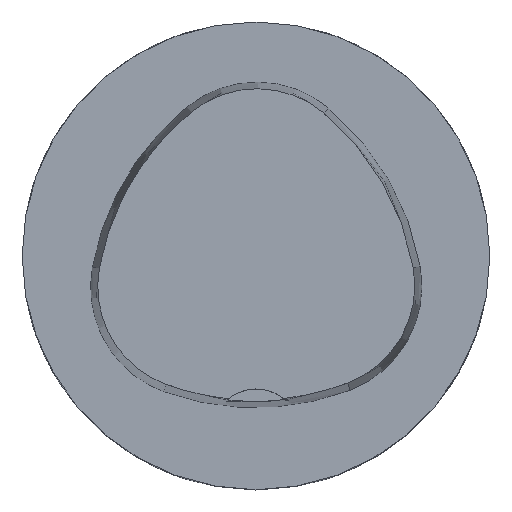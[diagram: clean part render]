
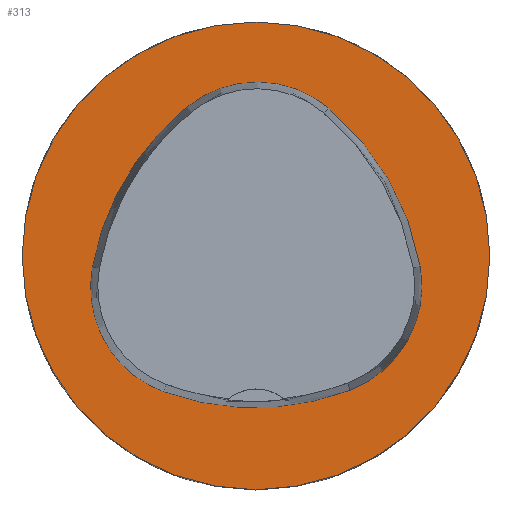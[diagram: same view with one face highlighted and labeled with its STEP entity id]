
A CAD part, top view. The second image highlights one B-rep face of the part: STEP entity #313.
In plain terms, the highlighted planar face has unit normal (0, 0, 1).
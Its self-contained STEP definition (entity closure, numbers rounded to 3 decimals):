
#238=PLANE('',#1302);
#313=ADVANCED_FACE('',(#482,#483),#238,.T.);
#482=FACE_BOUND('',#570,.T.);
#483=FACE_BOUND('',#571,.T.);
#570=EDGE_LOOP('',(#734,#735,#736,#737,#738,#739));
#571=EDGE_LOOP('',(#740));
#734=ORIENTED_EDGE('',*,*,#941,.T.);
#735=ORIENTED_EDGE('',*,*,#942,.T.);
#736=ORIENTED_EDGE('',*,*,#943,.T.);
#737=ORIENTED_EDGE('',*,*,#944,.T.);
#738=ORIENTED_EDGE('',*,*,#945,.T.);
#739=ORIENTED_EDGE('',*,*,#946,.T.);
#740=ORIENTED_EDGE('',*,*,#863,.F.);
#780=VERTEX_POINT('',#1677);
#841=VERTEX_POINT('',#2134);
#842=VERTEX_POINT('',#2135);
#843=VERTEX_POINT('',#2137);
#844=VERTEX_POINT('',#2139);
#845=VERTEX_POINT('',#2141);
#846=VERTEX_POINT('',#2143);
#863=EDGE_CURVE('',#780,#780,#962,.T.);
#941=EDGE_CURVE('',#841,#842,#990,.T.);
#942=EDGE_CURVE('',#842,#843,#991,.T.);
#943=EDGE_CURVE('',#843,#844,#992,.T.);
#944=EDGE_CURVE('',#844,#845,#993,.T.);
#945=EDGE_CURVE('',#845,#846,#994,.T.);
#946=EDGE_CURVE('',#846,#841,#995,.T.);
#962=CIRCLE('',#1212,31.5);
#990=CIRCLE('',#1296,15.);
#991=CIRCLE('',#1297,36.);
#992=CIRCLE('',#1298,15.);
#993=CIRCLE('',#1299,36.);
#994=CIRCLE('',#1300,15.);
#995=CIRCLE('',#1301,36.);
#1212=AXIS2_PLACEMENT_3D('',#1676,#1369,#1370);
#1296=AXIS2_PLACEMENT_3D('',#2133,#1561,#1562);
#1297=AXIS2_PLACEMENT_3D('',#2136,#1563,#1564);
#1298=AXIS2_PLACEMENT_3D('',#2138,#1565,#1566);
#1299=AXIS2_PLACEMENT_3D('',#2140,#1567,#1568);
#1300=AXIS2_PLACEMENT_3D('',#2142,#1569,#1570);
#1301=AXIS2_PLACEMENT_3D('',#2144,#1571,#1572);
#1302=AXIS2_PLACEMENT_3D('',#2145,#1573,#1574);
#1369=DIRECTION('',(0.,0.,-1.));
#1370=DIRECTION('',(-1.,0.,0.));
#1561=DIRECTION('',(0.,0.,-1.));
#1562=DIRECTION('',(-1.,0.,0.));
#1563=DIRECTION('',(0.,0.,-1.));
#1564=DIRECTION('',(-1.,0.,0.));
#1565=DIRECTION('',(0.,0.,-1.));
#1566=DIRECTION('',(-1.,0.,0.));
#1567=DIRECTION('',(0.,0.,-1.));
#1568=DIRECTION('',(-1.,0.,0.));
#1569=DIRECTION('',(0.,0.,-1.));
#1570=DIRECTION('',(-1.,0.,0.));
#1571=DIRECTION('',(0.,0.,-1.));
#1572=DIRECTION('',(-1.,0.,0.));
#1573=DIRECTION('',(0.,0.,1.));
#1574=DIRECTION('',(1.,0.,0.));
#1676=CARTESIAN_POINT('',(0.,0.,0.));
#1677=CARTESIAN_POINT('',(-31.5,0.,0.));
#2133=CARTESIAN_POINT('',(-7.275,-4.2,0.));
#2134=CARTESIAN_POINT('',(-12.373,-18.307,0.));
#2135=CARTESIAN_POINT('',(-22.041,-1.562,0.));
#2136=CARTESIAN_POINT('',(13.398,-7.893,0.));
#2137=CARTESIAN_POINT('',(-9.317,20.036,0.));
#2138=CARTESIAN_POINT('',(0.148,8.399,0.));
#2139=CARTESIAN_POINT('',(9.779,19.898,0.));
#2140=CARTESIAN_POINT('',(-13.337,-7.7,0.));
#2141=CARTESIAN_POINT('',(22.122,-1.48,0.));
#2142=CARTESIAN_POINT('',(7.347,-4.071,0.));
#2143=CARTESIAN_POINT('',(12.693,-18.087,0.));
#2144=CARTESIAN_POINT('',(-0.137,15.55,0.));
#2145=CARTESIAN_POINT('',(0.,0.,0.));
